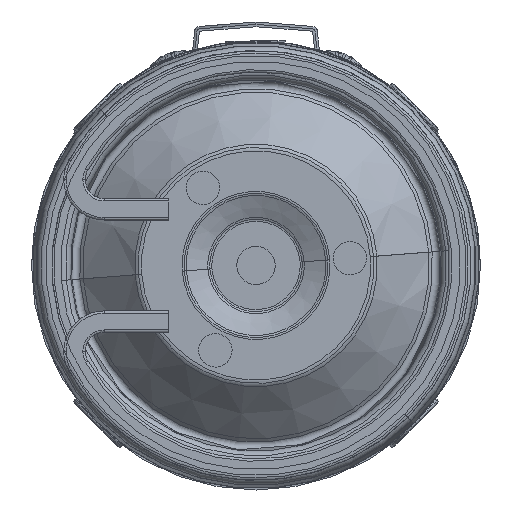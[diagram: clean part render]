
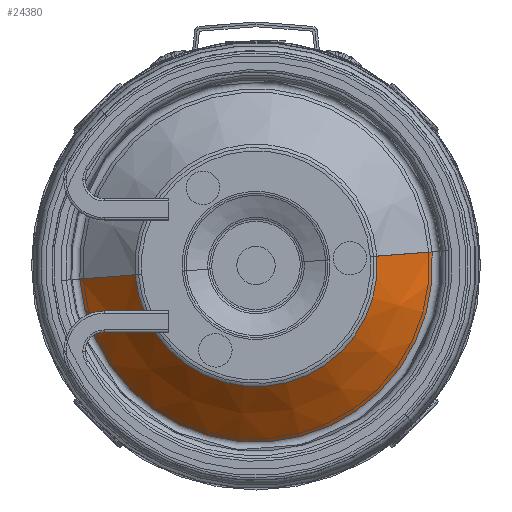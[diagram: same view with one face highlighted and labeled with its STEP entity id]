
A CAD part, front view. The second image highlights one B-rep face of the part: STEP entity #24380.
In plain terms, the highlighted conical face has half-angle 46.546 degrees and reference radius 25.375 mm.
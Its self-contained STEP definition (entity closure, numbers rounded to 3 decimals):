
#342 = EDGE_LOOP ( 'NONE', ( #19286, #31701, #17596, #18046 ) ) ;
#1436 = CARTESIAN_POINT ( 'NONE',  ( 0., 11.526, -36.962 ) ) ;
#3423 = VERTEX_POINT ( 'NONE', #24318 ) ;
#4130 = VECTOR ( 'NONE', #19460, 1000. ) ;
#4760 = FACE_OUTER_BOUND ( 'NONE', #342, .T. ) ;
#4858 = CARTESIAN_POINT ( 'NONE',  ( 0., 0.548, 25.376 ) ) ;
#4986 = DIRECTION ( 'NONE',  ( 0., 0., 1. ) ) ;
#6226 = CARTESIAN_POINT ( 'NONE',  ( 0., 0.548, -25.376 ) ) ;
#6683 = LINE ( 'NONE', #29305, #4130 ) ;
#6956 = EDGE_CURVE ( 'NONE', #35480, #22084, #6683, .T. ) ;
#7995 = DIRECTION ( 'NONE',  ( 0., 0.688, 0.726 ) ) ;
#9172 = AXIS2_PLACEMENT_3D ( 'NONE', #11402, #33790, #24377 ) ;
#10277 = CARTESIAN_POINT ( 'NONE',  ( 0., 11.526, 36.962 ) ) ;
#11198 = CIRCLE ( 'NONE', #9172, 25.376 ) ;
#11402 = CARTESIAN_POINT ( 'NONE',  ( 0., 0.548, 0. ) ) ;
#12601 = EDGE_CURVE ( 'NONE', #3423, #19264, #20576, .T. ) ;
#15411 = DIRECTION ( 'NONE',  ( 0., 0., 1. ) ) ;
#16460 = AXIS2_PLACEMENT_3D ( 'NONE', #21084, #33838, #15411 ) ;
#16708 = EDGE_CURVE ( 'NONE', #22084, #19264, #17810, .T. ) ;
#17596 = ORIENTED_EDGE ( 'NONE', *, *, #12601, .T. ) ;
#17810 = CIRCLE ( 'NONE', #16460, 36.962 ) ;
#18046 = ORIENTED_EDGE ( 'NONE', *, *, #16708, .F. ) ;
#18314 = EDGE_CURVE ( 'NONE', #35480, #3423, #11198, .T. ) ;
#19264 = VERTEX_POINT ( 'NONE', #10277 ) ;
#19286 = ORIENTED_EDGE ( 'NONE', *, *, #6956, .F. ) ;
#19460 = DIRECTION ( 'NONE',  ( 0., 0.688, -0.726 ) ) ;
#20576 = LINE ( 'NONE', #4858, #39135 ) ;
#21084 = CARTESIAN_POINT ( 'NONE',  ( 0., 11.526, 0. ) ) ;
#22084 = VERTEX_POINT ( 'NONE', #1436 ) ;
#22362 = CONICAL_SURFACE ( 'NONE', #25670, 25.376, 0.812 ) ;
#24318 = CARTESIAN_POINT ( 'NONE',  ( 0., 0.548, 25.376 ) ) ;
#24377 = DIRECTION ( 'NONE',  ( 0., 0., 1. ) ) ;
#24380 = ADVANCED_FACE ( 'NONE', ( #4760 ), #22362, .T. ) ;
#25670 = AXIS2_PLACEMENT_3D ( 'NONE', #30292, #33636, #4986 ) ;
#29305 = CARTESIAN_POINT ( 'NONE',  ( 0., 0.548, -25.376 ) ) ;
#30292 = CARTESIAN_POINT ( 'NONE',  ( 0., 0.548, 0. ) ) ;
#31701 = ORIENTED_EDGE ( 'NONE', *, *, #18314, .T. ) ;
#33636 = DIRECTION ( 'NONE',  ( 0., 1., 0. ) ) ;
#33790 = DIRECTION ( 'NONE',  ( 0., 1., 0. ) ) ;
#33838 = DIRECTION ( 'NONE',  ( 0., 1., 0. ) ) ;
#35480 = VERTEX_POINT ( 'NONE', #6226 ) ;
#39135 = VECTOR ( 'NONE', #7995, 1000. ) ;
